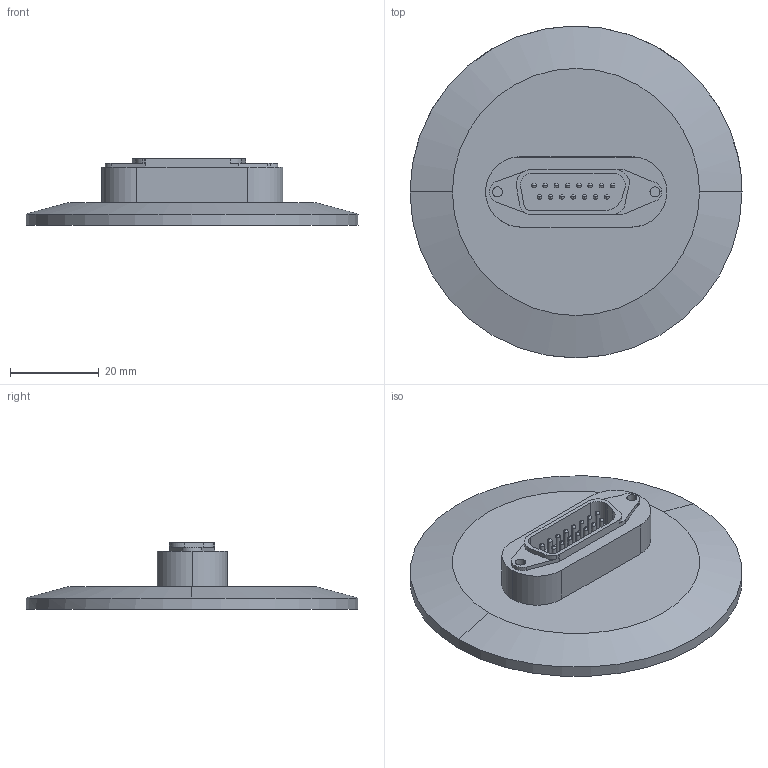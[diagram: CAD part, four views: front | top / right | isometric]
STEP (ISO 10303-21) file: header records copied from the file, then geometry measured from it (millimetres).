
FILE_DESCRIPTION (( 'STEP AP203' ), '1' );
FILE_NAME ('A1529-2-QF.STEP', '2016-08-01T12:28:29', ( '' ), ( '' ), 'SwSTEP 2.0', 'SolidWorks 2016', '' );
FILE_SCHEMA (( 'CONFIG_CONTROL_DESIGN' ));
Length unit declared in the file: inch
Products named in the file (1): A1529-2-QF
Bounding box: 74.93 x 74.93 x 15.01 mm (x, y, z)
Volume: 20323.2 mm3; surface area: 12983.3 mm2
Topology: 1 solids, 1 shells, 242 faces, 538 edges, 338 vertices
Faces by surface type: cylinder 106, plane 74, torus 60, cone 2
Entity records: 6944 total; most frequent: DIRECTION 1356, CARTESIAN_POINT 1185, ORIENTED_EDGE 1076, AXIS2_PLACEMENT_3D 578, EDGE_CURVE 538, VERTEX_POINT 338, CIRCLE 335, EDGE_LOOP 284
